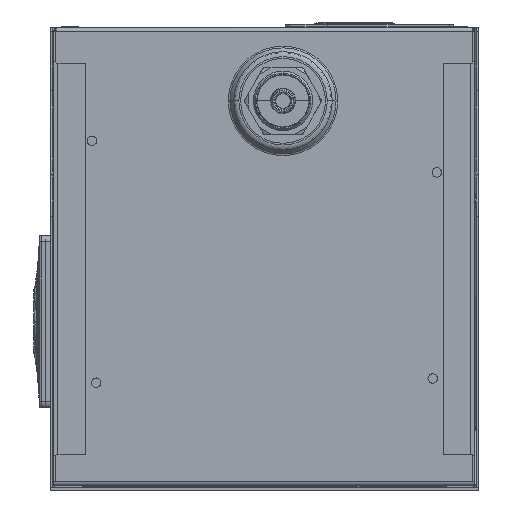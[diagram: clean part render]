
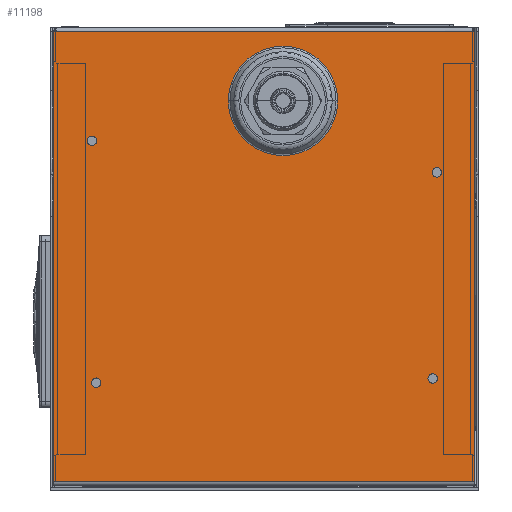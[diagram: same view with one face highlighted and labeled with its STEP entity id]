
A CAD part, front view. The second image highlights one B-rep face of the part: STEP entity #11198.
In plain terms, the highlighted planar face has unit normal (0, -1, 0).
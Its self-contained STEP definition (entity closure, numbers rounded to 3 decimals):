
#1359=DIRECTION('',(-1.,0.,0.));
#1360=VECTOR('',#1359,7.882);
#1361=CARTESIAN_POINT('',(3.941,-5.079,4.213));
#1362=LINE('',#1361,#1360);
#1363=CARTESIAN_POINT('',(-3.941,-5.079,
4.213));
#1383=CARTESIAN_POINT('',(-3.228,-5.079,
2.165));
#1384=DIRECTION('',(0.,1.,0.));
#1385=DIRECTION('',(1.,0.,0.));
#1386=AXIS2_PLACEMENT_3D('',#1383,#1384,#1385);
#1388=CARTESIAN_POINT('',(-3.228,-5.079,
2.165));
#1389=DIRECTION('',(0.,1.,0.));
#1390=DIRECTION('',(-1.,0.,0.));
#1391=AXIS2_PLACEMENT_3D('',#1388,#1389,#1390);
#1393=CARTESIAN_POINT('',(-3.15,-5.079,
-2.362));
#1394=DIRECTION('',(0.,1.,0.));
#1395=DIRECTION('',(1.,0.,0.));
#1396=AXIS2_PLACEMENT_3D('',#1393,#1394,#1395);
#1398=CARTESIAN_POINT('',(-3.15,-5.079,
-2.362));
#1399=DIRECTION('',(0.,1.,0.));
#1400=DIRECTION('',(-1.,0.,0.));
#1401=AXIS2_PLACEMENT_3D('',#1398,#1399,#1400);
#1403=CARTESIAN_POINT('',(3.15,-5.079,
-2.283));
#1404=DIRECTION('',(0.,1.,0.));
#1405=DIRECTION('',(1.,0.,0.));
#1406=AXIS2_PLACEMENT_3D('',#1403,#1404,#1405);
#1408=CARTESIAN_POINT('',(3.15,-5.079,
-2.283));
#1409=DIRECTION('',(0.,1.,0.));
#1410=DIRECTION('',(-1.,0.,0.));
#1411=AXIS2_PLACEMENT_3D('',#1408,#1409,#1410);
#1413=CARTESIAN_POINT('',(3.228,-5.079,1.575));
#1414=DIRECTION('',(0.,1.,0.));
#1415=DIRECTION('',(1.,0.,0.));
#1416=AXIS2_PLACEMENT_3D('',#1413,#1414,#1415);
#1418=CARTESIAN_POINT('',(3.228,-5.079,1.575));
#1419=DIRECTION('',(0.,1.,0.));
#1420=DIRECTION('',(-1.,0.,0.));
#1421=AXIS2_PLACEMENT_3D('',#1418,#1419,#1420);
#1427=DIRECTION('',(1.,0.,0.));
#1428=VECTOR('',#1427,7.882);
#1429=CARTESIAN_POINT('',(-3.941,-5.079,
-4.213));
#1430=LINE('',#1429,#1428);
#1440=DIRECTION('',(0.,0.,-1.));
#1441=VECTOR('',#1440,8.425);
#1442=CARTESIAN_POINT('',(-3.941,-5.079,
4.213));
#1443=LINE('',#1442,#1441);
#1478=DIRECTION('',(0.,0.,1.));
#1479=VECTOR('',#1478,8.425);
#1480=CARTESIAN_POINT('',(3.941,-5.079,
-4.213));
#1481=LINE('',#1480,#1479);
#2135=CARTESIAN_POINT('',(0.348,-5.079,
2.913));
#2136=DIRECTION('',(0.,1.,0.));
#2137=DIRECTION('',(-1.,0.,0.));
#2138=AXIS2_PLACEMENT_3D('',#2135,#2136,#2137);
#2140=CARTESIAN_POINT('',(0.348,-5.079,
2.913));
#2141=DIRECTION('',(0.,1.,0.));
#2142=DIRECTION('',(1.,0.,0.));
#2143=AXIS2_PLACEMENT_3D('',#2140,#2141,#2142);
#7524=VERTEX_POINT('',#1363);
#7527=CARTESIAN_POINT('',(3.941,-5.079,4.213));
#7528=VERTEX_POINT('',#7527);
#7529=CARTESIAN_POINT('',(-3.941,-5.079,
-4.213));
#7530=CARTESIAN_POINT('',(3.941,-5.079,
-4.213));
#7531=VERTEX_POINT('',#7529);
#7532=VERTEX_POINT('',#7530);
#7533=CARTESIAN_POINT('',(-3.14,-5.079,
2.165));
#7534=CARTESIAN_POINT('',(-3.317,-5.079,
2.165));
#7535=VERTEX_POINT('',#7533);
#7536=VERTEX_POINT('',#7534);
#7537=CARTESIAN_POINT('',(-3.061,-5.079,
-2.362));
#7538=CARTESIAN_POINT('',(-3.238,-5.079,
-2.362));
#7539=VERTEX_POINT('',#7537);
#7540=VERTEX_POINT('',#7538);
#7541=CARTESIAN_POINT('',(3.238,-5.079,
-2.283));
#7542=CARTESIAN_POINT('',(3.061,-5.079,
-2.283));
#7543=VERTEX_POINT('',#7541);
#7544=VERTEX_POINT('',#7542);
#7545=CARTESIAN_POINT('',(3.317,-5.079,1.575));
#7546=CARTESIAN_POINT('',(3.14,-5.079,1.575));
#7547=VERTEX_POINT('',#7545);
#7548=VERTEX_POINT('',#7546);
#8252=CARTESIAN_POINT('',(-0.675,-5.079,
2.913));
#8253=VERTEX_POINT('',#8252);
#8254=CARTESIAN_POINT('',(1.372,-5.079,2.913));
#8255=VERTEX_POINT('',#8254);
#11154=CARTESIAN_POINT('',(0.,-5.079,
0.));
#11155=DIRECTION('',(0.,1.,0.));
#11156=DIRECTION('',(1.,0.,0.));
#11157=AXIS2_PLACEMENT_3D('',#11154,#11155,#11156);
#11158=PLANE('',#11157);
#11160=ORIENTED_EDGE('',*,*,#11159,.F.);
#11162=ORIENTED_EDGE('',*,*,#11161,.F.);
#11163=ORIENTED_EDGE('',*,*,#11146,.F.);
#11165=ORIENTED_EDGE('',*,*,#11164,.F.);
#11166=EDGE_LOOP('',(#11160,#11162,#11163,#11165));
#11167=FACE_OUTER_BOUND('',#11166,.F.);
#11169=ORIENTED_EDGE('',*,*,#11168,.F.);
#11171=ORIENTED_EDGE('',*,*,#11170,.F.);
#11172=EDGE_LOOP('',(#11169,#11171));
#11173=FACE_BOUND('',#11172,.F.);
#11175=ORIENTED_EDGE('',*,*,#11174,.F.);
#11177=ORIENTED_EDGE('',*,*,#11176,.F.);
#11178=EDGE_LOOP('',(#11175,#11177));
#11179=FACE_BOUND('',#11178,.F.);
#11181=ORIENTED_EDGE('',*,*,#11180,.F.);
#11183=ORIENTED_EDGE('',*,*,#11182,.F.);
#11184=EDGE_LOOP('',(#11181,#11183));
#11185=FACE_BOUND('',#11184,.F.);
#11187=ORIENTED_EDGE('',*,*,#11186,.F.);
#11189=ORIENTED_EDGE('',*,*,#11188,.F.);
#11190=EDGE_LOOP('',(#11187,#11189));
#11191=FACE_BOUND('',#11190,.F.);
#11193=ORIENTED_EDGE('',*,*,#11192,.F.);
#11195=ORIENTED_EDGE('',*,*,#11194,.F.);
#11196=EDGE_LOOP('',(#11193,#11195));
#11197=FACE_BOUND('',#11196,.F.);
#11198=ADVANCED_FACE('',(#11167,#11173,#11179,#11185,#11191,#11197),#11158,.F.);
#1387=CIRCLE('',#1386,0.089);
#1392=CIRCLE('',#1391,0.089);
#1397=CIRCLE('',#1396,0.089);
#1402=CIRCLE('',#1401,0.089);
#1407=CIRCLE('',#1406,0.089);
#1412=CIRCLE('',#1411,0.089);
#1417=CIRCLE('',#1416,0.089);
#1422=CIRCLE('',#1421,0.089);
#2139=CIRCLE('',#2138,1.024);
#2144=CIRCLE('',#2143,1.024);
#11146=EDGE_CURVE('',#7528,#7524,#1362,.T.);
#11159=EDGE_CURVE('',#7531,#7532,#1430,.T.);
#11161=EDGE_CURVE('',#7524,#7531,#1443,.T.);
#11164=EDGE_CURVE('',#7532,#7528,#1481,.T.);
#11168=EDGE_CURVE('',#8255,#8253,#2144,.T.);
#11170=EDGE_CURVE('',#8253,#8255,#2139,.T.);
#11174=EDGE_CURVE('',#7535,#7536,#1387,.T.);
#11176=EDGE_CURVE('',#7536,#7535,#1392,.T.);
#11180=EDGE_CURVE('',#7539,#7540,#1397,.T.);
#11182=EDGE_CURVE('',#7540,#7539,#1402,.T.);
#11186=EDGE_CURVE('',#7543,#7544,#1407,.T.);
#11188=EDGE_CURVE('',#7544,#7543,#1412,.T.);
#11192=EDGE_CURVE('',#7547,#7548,#1417,.T.);
#11194=EDGE_CURVE('',#7548,#7547,#1422,.T.);
